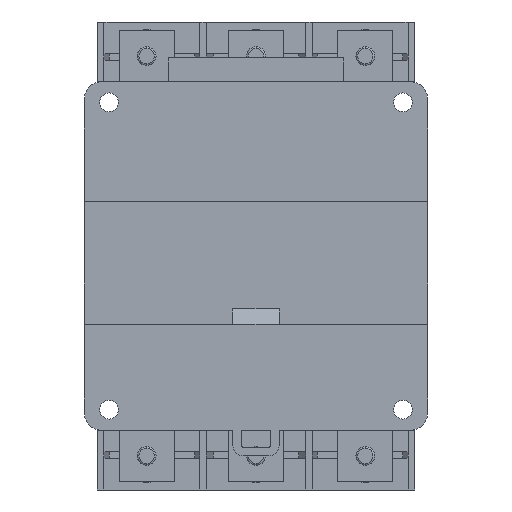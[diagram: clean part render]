
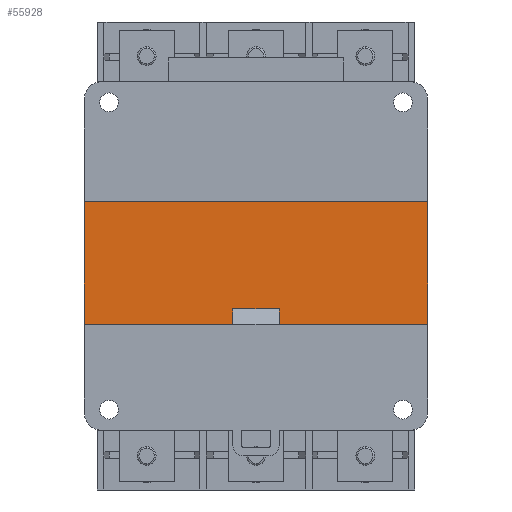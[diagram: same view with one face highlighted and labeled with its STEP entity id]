
A CAD part, front view. The second image highlights one B-rep face of the part: STEP entity #55928.
In plain terms, the highlighted planar face has unit normal (0, -1, 0).
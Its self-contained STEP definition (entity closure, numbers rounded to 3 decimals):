
#328 = VECTOR ( 'NONE', #42014, 1000. ) ;
#4459 = CARTESIAN_POINT ( 'NONE',  ( 50.25, -21., 16. ) ) ;
#4677 = DIRECTION ( 'NONE',  ( 1., 0., 0. ) ) ;
#5677 = EDGE_CURVE ( 'NONE', #18399, #32170, #22392, .T. ) ;
#12216 = VERTEX_POINT ( 'NONE', #43097 ) ;
#12340 = EDGE_CURVE ( 'NONE', #12216, #75949, #65667, .T. ) ;
#12524 = LINE ( 'NONE', #37132, #328 ) ;
#13362 = LINE ( 'NONE', #51333, #52491 ) ;
#15755 = ORIENTED_EDGE ( 'NONE', *, *, #12340, .F. ) ;
#18399 = VERTEX_POINT ( 'NONE', #27601 ) ;
#18999 = VECTOR ( 'NONE', #4677, 1000. ) ;
#19032 = EDGE_CURVE ( 'NONE', #12216, #18399, #12524, .T. ) ;
#20964 = ORIENTED_EDGE ( 'NONE', *, *, #5677, .T. ) ;
#22392 = LINE ( 'NONE', #40962, #37459 ) ;
#23229 = CARTESIAN_POINT ( 'NONE',  ( -86.596, -21., 16. ) ) ;
#26907 = CARTESIAN_POINT ( 'NONE',  ( 50.25, -21., -20. ) ) ;
#27601 = CARTESIAN_POINT ( 'NONE',  ( -50.25, -21., -20. ) ) ;
#30835 = CARTESIAN_POINT ( 'NONE',  ( -86.596, -21., 16. ) ) ;
#32170 = VERTEX_POINT ( 'NONE', #26907 ) ;
#37132 = CARTESIAN_POINT ( 'NONE',  ( -50.25, -21., 16. ) ) ;
#37459 = VECTOR ( 'NONE', #59945, 1000. ) ;
#40669 = ORIENTED_EDGE ( 'NONE', *, *, #19032, .T. ) ;
#40962 = CARTESIAN_POINT ( 'NONE',  ( -86.596, -21., -20. ) ) ;
#41691 = ORIENTED_EDGE ( 'NONE', *, *, #41959, .T. ) ;
#41959 = EDGE_CURVE ( 'NONE', #32170, #75949, #13362, .T. ) ;
#42014 = DIRECTION ( 'NONE',  ( 0., 0., -1. ) ) ;
#42571 = DIRECTION ( 'NONE',  ( 0., 0., 1. ) ) ;
#43097 = CARTESIAN_POINT ( 'NONE',  ( -50.25, -21., 16. ) ) ;
#46985 = EDGE_LOOP ( 'NONE', ( #40669, #20964, #41691, #15755 ) ) ;
#48660 = FACE_OUTER_BOUND ( 'NONE', #46985, .T. ) ;
#51333 = CARTESIAN_POINT ( 'NONE',  ( 50.25, -21., 16. ) ) ;
#52491 = VECTOR ( 'NONE', #57771, 1000. ) ;
#55928 = ADVANCED_FACE ( 'NONE', ( #48660 ), #61160, .F. ) ;
#57771 = DIRECTION ( 'NONE',  ( 0., 0., 1. ) ) ;
#59945 = DIRECTION ( 'NONE',  ( 1., 0., 0. ) ) ;
#61160 = PLANE ( 'NONE',  #67189 ) ;
#65667 = LINE ( 'NONE', #23229, #18999 ) ;
#67189 = AXIS2_PLACEMENT_3D ( 'NONE', #30835, #68418, #42571 ) ;
#68418 = DIRECTION ( 'NONE',  ( 0., 1., 0. ) ) ;
#75949 = VERTEX_POINT ( 'NONE', #4459 ) ;
